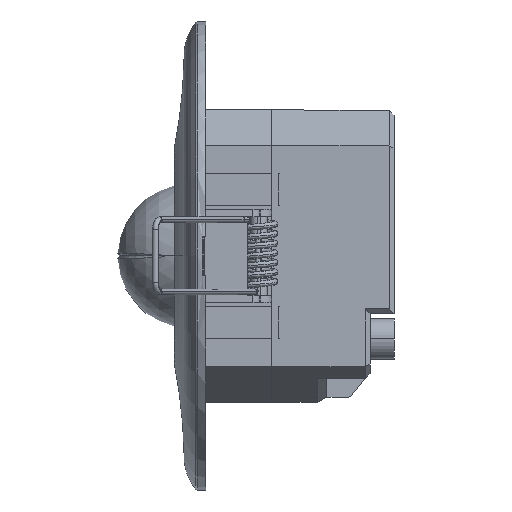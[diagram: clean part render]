
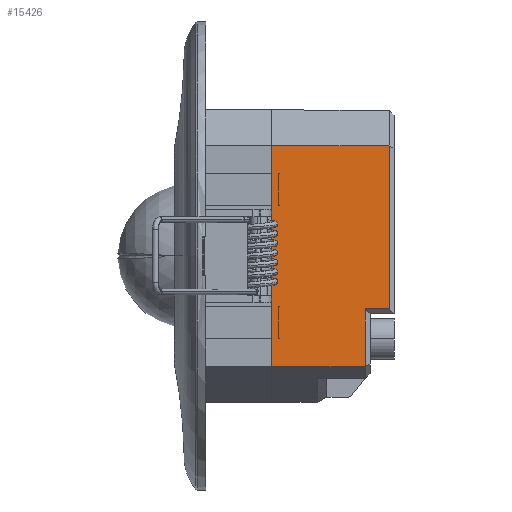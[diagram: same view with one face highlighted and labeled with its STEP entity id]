
A CAD part, left-side view. The second image highlights one B-rep face of the part: STEP entity #15426.
In plain terms, the highlighted planar face has unit normal (-1, -0.005, 0).
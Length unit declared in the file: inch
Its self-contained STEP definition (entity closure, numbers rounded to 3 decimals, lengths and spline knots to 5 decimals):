
#28 = VERTEX_POINT ( 'NONE', #23371 ) ;
#250 = CARTESIAN_POINT ( 'NONE',  ( -1.73749, -1.33013, 1.65835 ) ) ;
#516 = VECTOR ( 'NONE', #13473, 39.37008 ) ;
#518 = LINE ( 'NONE', #8775, #17519 ) ;
#827 = CARTESIAN_POINT ( 'NONE',  ( -1.74071, -0.71536, 3.64252 ) ) ;
#1087 = EDGE_CURVE ( 'NONE', #11967, #3926, #518, .T. ) ;
#1620 = LINE ( 'NONE', #827, #8011 ) ;
#1844 = EDGE_CURVE ( 'NONE', #3926, #24515, #1620, .T. ) ;
#3035 = CARTESIAN_POINT ( 'NONE',  ( -1.74077, -0.70433, 2.30267 ) ) ;
#3631 = ORIENTED_EDGE ( 'NONE', *, *, #1087, .T. ) ;
#3796 = CARTESIAN_POINT ( 'NONE',  ( -1.73675, -1.47205, 1.83199 ) ) ;
#3926 = VERTEX_POINT ( 'NONE', #8247 ) ;
#5285 = EDGE_CURVE ( 'NONE', #16839, #13011, #12230, .T. ) ;
#5681 = DIRECTION ( 'NONE',  ( 0.005, -1., 0.005 ) ) ;
#6064 = DIRECTION ( 'NONE',  ( -0.005, 1., 0. ) ) ;
#7014 = AXIS2_PLACEMENT_3D ( 'NONE', #19802, #8240, #6064 ) ;
#7102 = ORIENTED_EDGE ( 'NONE', *, *, #1844, .T. ) ;
#7233 = ORIENTED_EDGE ( 'NONE', *, *, #20059, .T. ) ;
#7612 = VECTOR ( 'NONE', #9256, 39.37008 ) ;
#7723 = VERTEX_POINT ( 'NONE', #23554 ) ;
#8011 = VECTOR ( 'NONE', #15993, 39.37008 ) ;
#8240 = DIRECTION ( 'NONE',  ( -1., -0.005, 0. ) ) ;
#8247 = CARTESIAN_POINT ( 'NONE',  ( -1.73572, -1.6689, 3.63752 ) ) ;
#8775 = CARTESIAN_POINT ( 'NONE',  ( -1.73572, -1.6689, 3.63732 ) ) ;
#9017 = DIRECTION ( 'NONE',  ( 0., 0., -1. ) ) ;
#9256 = DIRECTION ( 'NONE',  ( 0.005, -1., 0. ) ) ;
#9685 = ORIENTED_EDGE ( 'NONE', *, *, #13697, .T. ) ;
#10007 = FACE_OUTER_BOUND ( 'NONE', #13142, .T. ) ;
#10731 = CARTESIAN_POINT ( 'NONE',  ( -1.73675, -1.47176, 1.83164 ) ) ;
#10773 = CARTESIAN_POINT ( 'NONE',  ( -1.74077, -0.70433, 3.64257 ) ) ;
#11311 = VECTOR ( 'NONE', #19973, 39.37008 ) ;
#11967 = VERTEX_POINT ( 'NONE', #24823 ) ;
#12194 = PLANE ( 'NONE',  #7014 ) ;
#12230 = LINE ( 'NONE', #250, #11311 ) ;
#12703 = LINE ( 'NONE', #3035, #7612 ) ;
#12973 = CARTESIAN_POINT ( 'NONE',  ( -1.73675, -1.47205, 2.2633 ) ) ;
#13011 = VERTEX_POINT ( 'NONE', #3796 ) ;
#13142 = EDGE_LOOP ( 'NONE', ( #9685, #3631, #7102, #19882, #7233, #17502, #15663 ) ) ;
#13473 = DIRECTION ( 'NONE',  ( 0., 0., 1. ) ) ;
#13697 = EDGE_CURVE ( 'NONE', #7723, #11967, #12703, .T. ) ;
#14565 = VECTOR ( 'NONE', #5681, 39.37008 ) ;
#15094 = EDGE_CURVE ( 'NONE', #24515, #28, #21635, .T. ) ;
#15123 = LINE ( 'NONE', #23063, #14565 ) ;
#15268 = EDGE_CURVE ( 'NONE', #13011, #7723, #22944, .T. ) ;
#15426 = ADVANCED_FACE ( 'NONE', ( #10007 ), #12194, .T. ) ;
#15663 = ORIENTED_EDGE ( 'NONE', *, *, #15268, .T. ) ;
#15993 = DIRECTION ( 'NONE',  ( -0.005, 1., 0.005 ) ) ;
#16839 = VERTEX_POINT ( 'NONE', #10731 ) ;
#17502 = ORIENTED_EDGE ( 'NONE', *, *, #5285, .T. ) ;
#17519 = VECTOR ( 'NONE', #23882, 39.37008 ) ;
#19802 = CARTESIAN_POINT ( 'NONE',  ( -1.74077, -0.70433, 1.53628 ) ) ;
#19882 = ORIENTED_EDGE ( 'NONE', *, *, #15094, .T. ) ;
#19973 = DIRECTION ( 'NONE',  ( 0.003, -0.633, 0.774 ) ) ;
#20059 = EDGE_CURVE ( 'NONE', #28, #16839, #15123, .T. ) ;
#21635 = LINE ( 'NONE', #24243, #22413 ) ;
#22413 = VECTOR ( 'NONE', #9017, 39.37008 ) ;
#22944 = LINE ( 'NONE', #12973, #516 ) ;
#23063 = CARTESIAN_POINT ( 'NONE',  ( -1.74078, -0.70281, 1.82761 ) ) ;
#23371 = CARTESIAN_POINT ( 'NONE',  ( -1.74077, -0.70433, 1.82762 ) ) ;
#23554 = CARTESIAN_POINT ( 'NONE',  ( -1.73675, -1.47205, 2.30267 ) ) ;
#23882 = DIRECTION ( 'NONE',  ( 0., 0., 1. ) ) ;
#24243 = CARTESIAN_POINT ( 'NONE',  ( -1.74077, -0.70433, 1.53628 ) ) ;
#24515 = VERTEX_POINT ( 'NONE', #10773 ) ;
#24823 = CARTESIAN_POINT ( 'NONE',  ( -1.73572, -1.6689, 2.30267 ) ) ;
